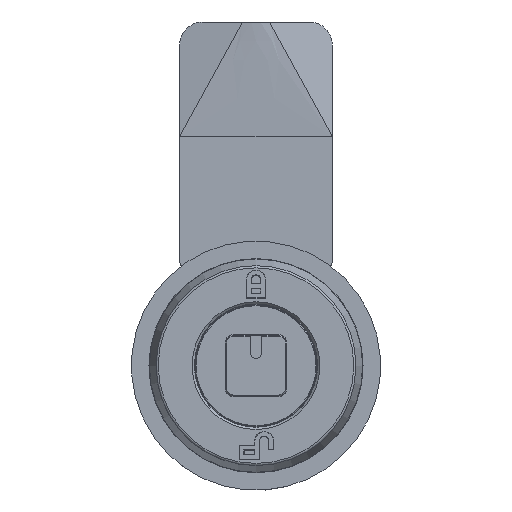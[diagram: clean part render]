
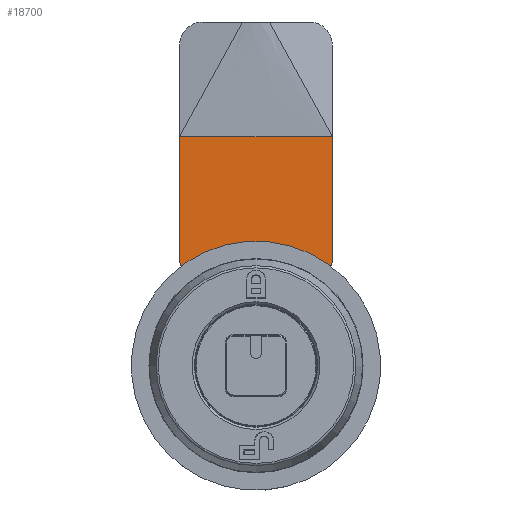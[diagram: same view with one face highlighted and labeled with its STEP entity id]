
A CAD part, top view. The second image highlights one B-rep face of the part: STEP entity #18700.
In plain terms, the highlighted planar face has unit normal (0, 0, 1).
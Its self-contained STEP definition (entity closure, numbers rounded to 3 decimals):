
#1401=PLANE('',#19748);
#1524=FACE_BOUND('',#6050,.T.);
#2907=LINE('',#127459,#3923);
#2908=LINE('',#127463,#3924);
#2912=LINE('',#127471,#3928);
#2915=LINE('',#127477,#3931);
#2918=LINE('',#127482,#3934);
#2920=LINE('',#127487,#3936);
#2924=LINE('',#127494,#3940);
#2926=LINE('',#127498,#3942);
#2929=LINE('',#127504,#3945);
#2932=LINE('',#127510,#3948);
#2936=LINE('',#127521,#3952);
#3923=VECTOR('',#21705,20.);
#3924=VECTOR('',#21708,8.1);
#3928=VECTOR('',#21714,8.1);
#3931=VECTOR('',#21719,8.1);
#3934=VECTOR('',#21724,8.1);
#3936=VECTOR('',#21728,5.1);
#3940=VECTOR('',#21734,16.5);
#3942=VECTOR('',#21738,16.5);
#3945=VECTOR('',#21743,5.1);
#3948=VECTOR('',#21748,8.155);
#3952=VECTOR('',#21760,8.155);
#4900=FACE_OUTER_BOUND('',#6049,.T.);
#6049=EDGE_LOOP('',(#14308,#14309,#14310,#14311,#14312,#14313,#14314,#14315));
#6050=EDGE_LOOP('',(#14316,#14317,#14318,#14319));
#6878=CIRCLE('',#19744,8.5);
#7918=VERTEX_POINT('',#127316);
#7927=VERTEX_POINT('',#127385);
#7929=VERTEX_POINT('',#127461);
#7930=VERTEX_POINT('',#127462);
#7933=VERTEX_POINT('',#127470);
#7935=VERTEX_POINT('',#127476);
#7937=VERTEX_POINT('',#127485);
#7938=VERTEX_POINT('',#127486);
#7941=VERTEX_POINT('',#127497);
#7943=VERTEX_POINT('',#127503);
#7945=VERTEX_POINT('',#127509);
#7947=VERTEX_POINT('',#127515);
#10207=EDGE_CURVE('',#7927,#7918,#2907,.T.);
#10208=EDGE_CURVE('',#7929,#7930,#2908,.T.);
#10212=EDGE_CURVE('',#7930,#7933,#2912,.T.);
#10215=EDGE_CURVE('',#7933,#7935,#2915,.T.);
#10218=EDGE_CURVE('',#7935,#7929,#2918,.T.);
#10220=EDGE_CURVE('',#7937,#7938,#2920,.T.);
#10224=EDGE_CURVE('',#7938,#7927,#2924,.T.);
#10226=EDGE_CURVE('',#7918,#7941,#2926,.T.);
#10229=EDGE_CURVE('',#7941,#7943,#2929,.T.);
#10232=EDGE_CURVE('',#7943,#7945,#2932,.T.);
#10235=EDGE_CURVE('',#7945,#7947,#6878,.T.);
#10238=EDGE_CURVE('',#7947,#7937,#2936,.T.);
#14308=ORIENTED_EDGE('',*,*,#10220,.F.);
#14309=ORIENTED_EDGE('',*,*,#10238,.F.);
#14310=ORIENTED_EDGE('',*,*,#10235,.F.);
#14311=ORIENTED_EDGE('',*,*,#10232,.F.);
#14312=ORIENTED_EDGE('',*,*,#10229,.F.);
#14313=ORIENTED_EDGE('',*,*,#10226,.F.);
#14314=ORIENTED_EDGE('',*,*,#10207,.F.);
#14315=ORIENTED_EDGE('',*,*,#10224,.F.);
#14316=ORIENTED_EDGE('',*,*,#10208,.T.);
#14317=ORIENTED_EDGE('',*,*,#10212,.T.);
#14318=ORIENTED_EDGE('',*,*,#10215,.T.);
#14319=ORIENTED_EDGE('',*,*,#10218,.T.);
#18700=ADVANCED_FACE('',(#4900,#1524),#1401,.T.);
#19744=AXIS2_PLACEMENT_3D('',#127516,#21753,#21754);
#19748=AXIS2_PLACEMENT_3D('',#127524,#21764,#21765);
#21705=DIRECTION('',(1.,0.,0.));
#21708=DIRECTION('',(0.,-1.,0.));
#21714=DIRECTION('',(-1.,0.,0.));
#21719=DIRECTION('',(0.,1.,0.));
#21724=DIRECTION('',(1.,0.,0.));
#21728=DIRECTION('',(-0.471,0.882,0.));
#21734=DIRECTION('',(0.,1.,0.));
#21738=DIRECTION('',(0.,-1.,0.));
#21743=DIRECTION('',(-0.471,-0.882,0.));
#21748=DIRECTION('',(0.105,-0.995,0.));
#21753=DIRECTION('center_axis',(0.,0.,-1.));
#21754=DIRECTION('ref_axis',(-0.995,0.105,0.));
#21760=DIRECTION('',(0.105,0.995,0.));
#21764=DIRECTION('center_axis',(0.,0.,1.));
#21765=DIRECTION('ref_axis',(1.,0.,0.));
#127316=CARTESIAN_POINT('',(10.,30.,3.));
#127385=CARTESIAN_POINT('',(-10.,30.,3.));
#127459=CARTESIAN_POINT('',(10.,30.,3.));
#127461=CARTESIAN_POINT('',(4.05,4.05,3.));
#127462=CARTESIAN_POINT('',(4.05,-4.05,3.));
#127463=CARTESIAN_POINT('',(4.05,8.442,3.));
#127470=CARTESIAN_POINT('',(-4.05,-4.05,3.));
#127471=CARTESIAN_POINT('',(2.025,-4.05,3.));
#127476=CARTESIAN_POINT('',(-4.05,4.05,3.));
#127477=CARTESIAN_POINT('',(-4.05,4.392,3.));
#127482=CARTESIAN_POINT('',(-2.025,4.05,3.));
#127485=CARTESIAN_POINT('',(-7.6,9.,3.));
#127486=CARTESIAN_POINT('',(-10.,13.5,3.));
#127487=CARTESIAN_POINT('',(-10.,13.5,3.));
#127494=CARTESIAN_POINT('',(-10.,30.,3.));
#127497=CARTESIAN_POINT('',(10.,13.5,3.));
#127498=CARTESIAN_POINT('',(10.,13.5,3.));
#127503=CARTESIAN_POINT('',(7.6,9.,3.));
#127504=CARTESIAN_POINT('',(7.6,9.,3.));
#127509=CARTESIAN_POINT('',(8.453,0.889,3.));
#127510=CARTESIAN_POINT('',(8.453,0.889,3.));
#127515=CARTESIAN_POINT('',(-8.453,0.889,3.));
#127516=CARTESIAN_POINT('Origin',(0.,0.,3.));
#127521=CARTESIAN_POINT('',(-7.6,9.,3.));
#127524=CARTESIAN_POINT('Origin',(0.,12.834,3.));
